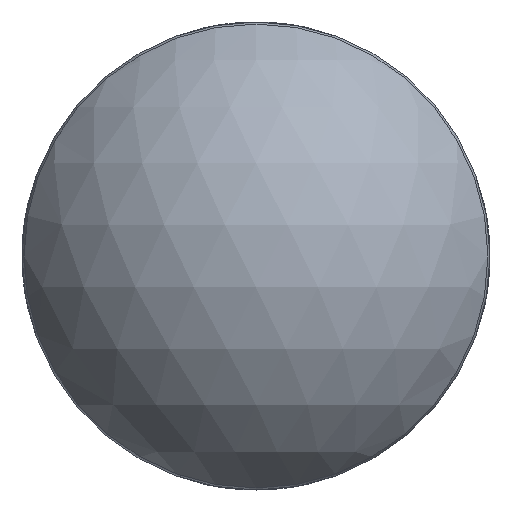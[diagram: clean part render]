
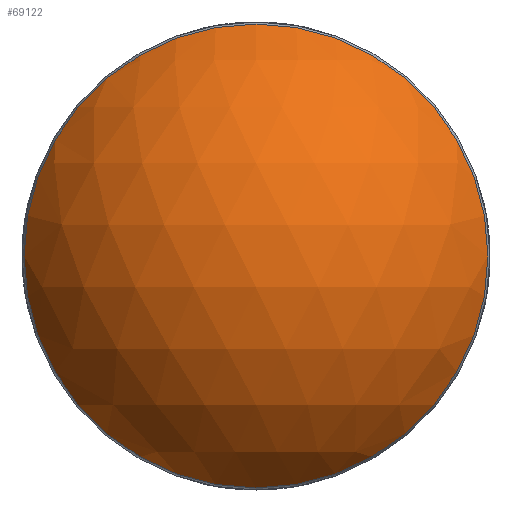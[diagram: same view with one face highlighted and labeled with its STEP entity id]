
A CAD part, left-side view. The second image highlights one B-rep face of the part: STEP entity #69122.
In plain terms, the highlighted spherical face has radius 15 mm.
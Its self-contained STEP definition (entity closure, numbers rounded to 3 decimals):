
#14050=SPHERICAL_SURFACE('',#70359,15.);
#21182=FACE_OUTER_BOUND('',#26342,.T.);
#26342=EDGE_LOOP('',(#63855));
#26510=CIRCLE('',#70360,13.232);
#32036=VERTEX_POINT('',#187081);
#42647=EDGE_CURVE('',#32036,#32036,#26510,.T.);
#63855=ORIENTED_EDGE('',*,*,#42647,.F.);
#69122=ADVANCED_FACE('',(#21182),#14050,.T.);
#70359=AXIS2_PLACEMENT_3D('',#187080,#73291,#73292);
#70360=AXIS2_PLACEMENT_3D('',#187082,#73293,#73294);
#73291=DIRECTION('center_axis',(0.,0.,
1.));
#73292=DIRECTION('ref_axis',(-1.,-0.001,0.));
#73293=DIRECTION('center_axis',(1.,0.,0.));
#73294=DIRECTION('ref_axis',(0.,0.,-1.));
#187080=CARTESIAN_POINT('Origin',(-8.5,0.,0.));
#187081=CARTESIAN_POINT('',(-15.565,0.,13.232));
#187082=CARTESIAN_POINT('Origin',(-15.565,0.,0.));
